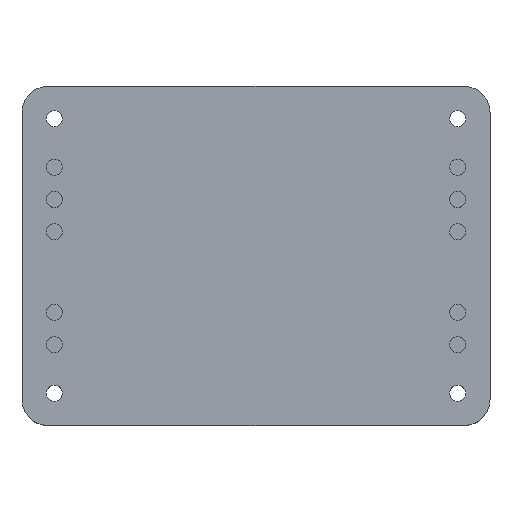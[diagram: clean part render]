
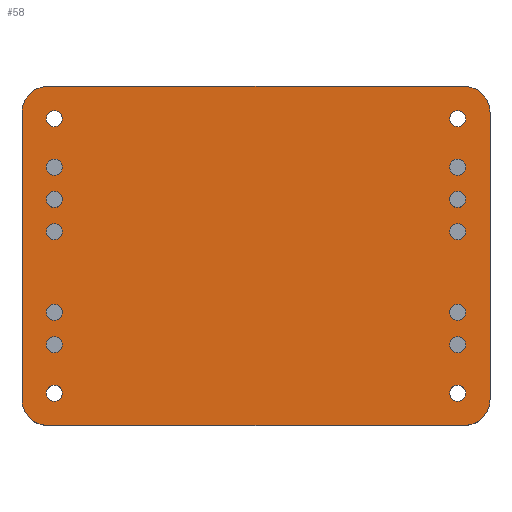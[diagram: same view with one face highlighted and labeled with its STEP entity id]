
A CAD part, top view. The second image highlights one B-rep face of the part: STEP entity #58.
In plain terms, the highlighted planar face has unit normal (0, 0, 1).
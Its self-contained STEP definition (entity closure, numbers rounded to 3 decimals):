
#58=ADVANCED_FACE('',(#364,#366,#368,#370,#372,#374,#376,#378,#380,#382,#384,#386,
#388,#390,#392),#394,.T.);
#364=FACE_BOUND('',#365,.T.);
#365=EDGE_LOOP('',(#666,#667,#668,#669,#670,#671,#672,#673));
#366=FACE_BOUND('',#367,.T.);
#367=EDGE_LOOP('',(#674));
#368=FACE_BOUND('',#369,.T.);
#369=EDGE_LOOP('',(#675));
#370=FACE_BOUND('',#371,.T.);
#371=EDGE_LOOP('',(#676));
#372=FACE_BOUND('',#373,.T.);
#373=EDGE_LOOP('',(#677));
#374=FACE_BOUND('',#375,.T.);
#375=EDGE_LOOP('',(#678));
#376=FACE_BOUND('',#377,.T.);
#377=EDGE_LOOP('',(#679));
#378=FACE_BOUND('',#379,.T.);
#379=EDGE_LOOP('',(#680));
#380=FACE_BOUND('',#381,.T.);
#381=EDGE_LOOP('',(#681));
#382=FACE_BOUND('',#383,.T.);
#383=EDGE_LOOP('',(#682));
#384=FACE_BOUND('',#385,.T.);
#385=EDGE_LOOP('',(#683));
#386=FACE_BOUND('',#387,.T.);
#387=EDGE_LOOP('',(#684));
#388=FACE_BOUND('',#389,.T.);
#389=EDGE_LOOP('',(#685));
#390=FACE_BOUND('',#391,.T.);
#391=EDGE_LOOP('',(#686));
#392=FACE_BOUND('',#393,.T.);
#393=EDGE_LOOP('',(#687));
#394=PLANE('',#395);
#395=AXIS2_PLACEMENT_3D('',#396,#397,#398);
#396=CARTESIAN_POINT('',(0.,0.,12.7));
#397=DIRECTION('',(0.,0.,1.));
#398=DIRECTION('',(1.,0.,0.));
#666=ORIENTED_EDGE('',*,*,#770,.F.);
#667=ORIENTED_EDGE('',*,*,#771,.T.);
#668=ORIENTED_EDGE('',*,*,#772,.F.);
#669=ORIENTED_EDGE('',*,*,#773,.T.);
#670=ORIENTED_EDGE('',*,*,#774,.F.);
#671=ORIENTED_EDGE('',*,*,#775,.T.);
#672=ORIENTED_EDGE('',*,*,#776,.F.);
#673=ORIENTED_EDGE('',*,*,#777,.T.);
#674=ORIENTED_EDGE('',*,*,#778,.F.);
#675=ORIENTED_EDGE('',*,*,#779,.F.);
#676=ORIENTED_EDGE('',*,*,#780,.F.);
#677=ORIENTED_EDGE('',*,*,#781,.F.);
#678=ORIENTED_EDGE('',*,*,#782,.F.);
#679=ORIENTED_EDGE('',*,*,#783,.F.);
#680=ORIENTED_EDGE('',*,*,#784,.F.);
#681=ORIENTED_EDGE('',*,*,#785,.F.);
#682=ORIENTED_EDGE('',*,*,#786,.F.);
#683=ORIENTED_EDGE('',*,*,#787,.F.);
#684=ORIENTED_EDGE('',*,*,#788,.T.);
#685=ORIENTED_EDGE('',*,*,#789,.T.);
#686=ORIENTED_EDGE('',*,*,#790,.T.);
#687=ORIENTED_EDGE('',*,*,#791,.T.);
#770=EDGE_CURVE('',#822,#823,#824,.F.);
#771=EDGE_CURVE('',#822,#825,#826,.T.);
#772=EDGE_CURVE('',#827,#825,#828,.F.);
#773=EDGE_CURVE('',#827,#829,#830,.T.);
#774=EDGE_CURVE('',#831,#829,#832,.F.);
#775=EDGE_CURVE('',#831,#833,#834,.T.);
#776=EDGE_CURVE('',#835,#833,#836,.F.);
#777=EDGE_CURVE('',#835,#823,#837,.T.);
#778=EDGE_CURVE('',#838,#838,#839,.T.);
#779=EDGE_CURVE('',#840,#840,#841,.T.);
#780=EDGE_CURVE('',#842,#842,#843,.T.);
#781=EDGE_CURVE('',#844,#844,#845,.T.);
#782=EDGE_CURVE('',#846,#846,#847,.T.);
#783=EDGE_CURVE('',#848,#848,#849,.T.);
#784=EDGE_CURVE('',#850,#850,#851,.T.);
#785=EDGE_CURVE('',#852,#852,#853,.T.);
#786=EDGE_CURVE('',#854,#854,#855,.T.);
#787=EDGE_CURVE('',#856,#856,#857,.T.);
#788=EDGE_CURVE('',#858,#858,#859,.F.);
#789=EDGE_CURVE('',#860,#860,#861,.F.);
#790=EDGE_CURVE('',#862,#862,#863,.F.);
#791=EDGE_CURVE('',#864,#864,#865,.F.);
#822=VERTEX_POINT('',#918);
#823=VERTEX_POINT('',#919);
#824=CIRCLE('',#920,4.);
#825=VERTEX_POINT('',#924);
#826=LINE('',#925,#926);
#827=VERTEX_POINT('',#928);
#828=CIRCLE('',#929,4.);
#829=VERTEX_POINT('',#933);
#830=LINE('',#934,#935);
#831=VERTEX_POINT('',#937);
#832=CIRCLE('',#938,4.);
#833=VERTEX_POINT('',#942);
#834=LINE('',#943,#944);
#835=VERTEX_POINT('',#946);
#836=CIRCLE('',#947,4.);
#837=LINE('',#951,#952);
#838=VERTEX_POINT('',#954);
#839=CIRCLE('',#955,1.25);
#840=VERTEX_POINT('',#959);
#841=CIRCLE('',#960,1.25);
#842=VERTEX_POINT('',#964);
#843=CIRCLE('',#965,1.25);
#844=VERTEX_POINT('',#969);
#845=CIRCLE('',#970,1.25);
#846=VERTEX_POINT('',#974);
#847=CIRCLE('',#975,1.25);
#848=VERTEX_POINT('',#979);
#849=CIRCLE('',#980,1.25);
#850=VERTEX_POINT('',#984);
#851=CIRCLE('',#985,1.25);
#852=VERTEX_POINT('',#989);
#853=CIRCLE('',#990,1.25);
#854=VERTEX_POINT('',#994);
#855=CIRCLE('',#995,1.25);
#856=VERTEX_POINT('',#999);
#857=CIRCLE('',#1000,1.25);
#858=VERTEX_POINT('',#1004);
#859=CIRCLE('',#1005,1.25);
#860=VERTEX_POINT('',#1009);
#861=CIRCLE('',#1010,1.25);
#862=VERTEX_POINT('',#1014);
#863=CIRCLE('',#1015,1.25);
#864=VERTEX_POINT('',#1019);
#865=CIRCLE('',#1020,1.25);
#918=CARTESIAN_POINT('',(4.,0.,12.7));
#919=CARTESIAN_POINT('',(0.,4.,12.7));
#920=AXIS2_PLACEMENT_3D('',#921,#922,#923);
#921=CARTESIAN_POINT('',(4.,4.,12.7));
#922=DIRECTION('',(0.,0.,1.));
#923=DIRECTION('',(-1.,0.,0.));
#924=CARTESIAN_POINT('',(68.5,0.,12.7));
#925=CARTESIAN_POINT('',(4.,0.,12.7));
#926=VECTOR('',#927,1.);
#927=DIRECTION('',(1.,0.,0.));
#928=CARTESIAN_POINT('',(72.5,4.,12.7));
#929=AXIS2_PLACEMENT_3D('',#930,#931,#932);
#930=CARTESIAN_POINT('',(68.5,4.,12.7));
#931=DIRECTION('',(0.,0.,1.));
#932=DIRECTION('',(0.,-1.,0.));
#933=CARTESIAN_POINT('',(72.5,48.5,12.7));
#934=CARTESIAN_POINT('',(72.5,4.,12.7));
#935=VECTOR('',#936,1.);
#936=DIRECTION('',(0.,1.,0.));
#937=CARTESIAN_POINT('',(68.5,52.5,12.7));
#938=AXIS2_PLACEMENT_3D('',#939,#940,#941);
#939=CARTESIAN_POINT('',(68.5,48.5,12.7));
#940=DIRECTION('',(0.,0.,1.));
#941=DIRECTION('',(1.,0.,0.));
#942=CARTESIAN_POINT('',(4.,52.5,12.7));
#943=CARTESIAN_POINT('',(68.5,52.5,12.7));
#944=VECTOR('',#945,1.);
#945=DIRECTION('',(-1.,0.,0.));
#946=CARTESIAN_POINT('',(0.,48.5,12.7));
#947=AXIS2_PLACEMENT_3D('',#948,#949,#950);
#948=CARTESIAN_POINT('',(4.,48.5,12.7));
#949=DIRECTION('',(0.,0.,1.));
#950=DIRECTION('',(0.,1.,0.));
#951=CARTESIAN_POINT('',(0.,48.5,12.7));
#952=VECTOR('',#953,1.);
#953=DIRECTION('',(0.,-1.,0.));
#954=CARTESIAN_POINT('',(6.25,12.5,12.7));
#955=AXIS2_PLACEMENT_3D('',#956,#957,#958);
#956=CARTESIAN_POINT('',(5.,12.5,12.7));
#957=DIRECTION('',(0.,0.,1.));
#958=DIRECTION('',(1.,0.,0.));
#959=CARTESIAN_POINT('',(6.25,17.5,12.7));
#960=AXIS2_PLACEMENT_3D('',#961,#962,#963);
#961=CARTESIAN_POINT('',(5.,17.5,12.7));
#962=DIRECTION('',(0.,0.,1.));
#963=DIRECTION('',(1.,0.,0.));
#964=CARTESIAN_POINT('',(6.25,30.,12.7));
#965=AXIS2_PLACEMENT_3D('',#966,#967,#968);
#966=CARTESIAN_POINT('',(5.,30.,12.7));
#967=DIRECTION('',(0.,0.,1.));
#968=DIRECTION('',(1.,0.,0.));
#969=CARTESIAN_POINT('',(6.25,35.,12.7));
#970=AXIS2_PLACEMENT_3D('',#971,#972,#973);
#971=CARTESIAN_POINT('',(5.,35.,12.7));
#972=DIRECTION('',(0.,0.,1.));
#973=DIRECTION('',(1.,0.,0.));
#974=CARTESIAN_POINT('',(6.25,40.,12.7));
#975=AXIS2_PLACEMENT_3D('',#976,#977,#978);
#976=CARTESIAN_POINT('',(5.,40.,12.7));
#977=DIRECTION('',(0.,0.,1.));
#978=DIRECTION('',(1.,0.,0.));
#979=CARTESIAN_POINT('',(68.75,40.,12.7));
#980=AXIS2_PLACEMENT_3D('',#981,#982,#983);
#981=CARTESIAN_POINT('',(67.5,40.,12.7));
#982=DIRECTION('',(0.,0.,1.));
#983=DIRECTION('',(1.,0.,0.));
#984=CARTESIAN_POINT('',(68.75,35.,12.7));
#985=AXIS2_PLACEMENT_3D('',#986,#987,#988);
#986=CARTESIAN_POINT('',(67.5,35.,12.7));
#987=DIRECTION('',(0.,0.,1.));
#988=DIRECTION('',(1.,0.,0.));
#989=CARTESIAN_POINT('',(68.75,30.,12.7));
#990=AXIS2_PLACEMENT_3D('',#991,#992,#993);
#991=CARTESIAN_POINT('',(67.5,30.,12.7));
#992=DIRECTION('',(0.,0.,1.));
#993=DIRECTION('',(1.,0.,0.));
#994=CARTESIAN_POINT('',(68.75,17.5,12.7));
#995=AXIS2_PLACEMENT_3D('',#996,#997,#998);
#996=CARTESIAN_POINT('',(67.5,17.5,12.7));
#997=DIRECTION('',(0.,0.,1.));
#998=DIRECTION('',(1.,0.,0.));
#999=CARTESIAN_POINT('',(68.75,12.5,12.7));
#1000=AXIS2_PLACEMENT_3D('',#1001,#1002,#1003);
#1001=CARTESIAN_POINT('',(67.5,12.5,12.7));
#1002=DIRECTION('',(0.,0.,1.));
#1003=DIRECTION('',(1.,0.,0.));
#1004=CARTESIAN_POINT('',(68.75,5.,12.7));
#1005=AXIS2_PLACEMENT_3D('',#1006,#1007,#1008);
#1006=CARTESIAN_POINT('',(67.5,5.,12.7));
#1007=DIRECTION('',(0.,0.,1.));
#1008=DIRECTION('',(1.,0.,0.));
#1009=CARTESIAN_POINT('',(6.25,5.,12.7));
#1010=AXIS2_PLACEMENT_3D('',#1011,#1012,#1013);
#1011=CARTESIAN_POINT('',(5.,5.,12.7));
#1012=DIRECTION('',(0.,0.,1.));
#1013=DIRECTION('',(1.,0.,0.));
#1014=CARTESIAN_POINT('',(68.75,47.5,12.7));
#1015=AXIS2_PLACEMENT_3D('',#1016,#1017,#1018);
#1016=CARTESIAN_POINT('',(67.5,47.5,12.7));
#1017=DIRECTION('',(0.,0.,1.));
#1018=DIRECTION('',(1.,0.,0.));
#1019=CARTESIAN_POINT('',(6.25,47.5,12.7));
#1020=AXIS2_PLACEMENT_3D('',#1021,#1022,#1023);
#1021=CARTESIAN_POINT('',(5.,47.5,12.7));
#1022=DIRECTION('',(0.,0.,1.));
#1023=DIRECTION('',(1.,0.,0.));
